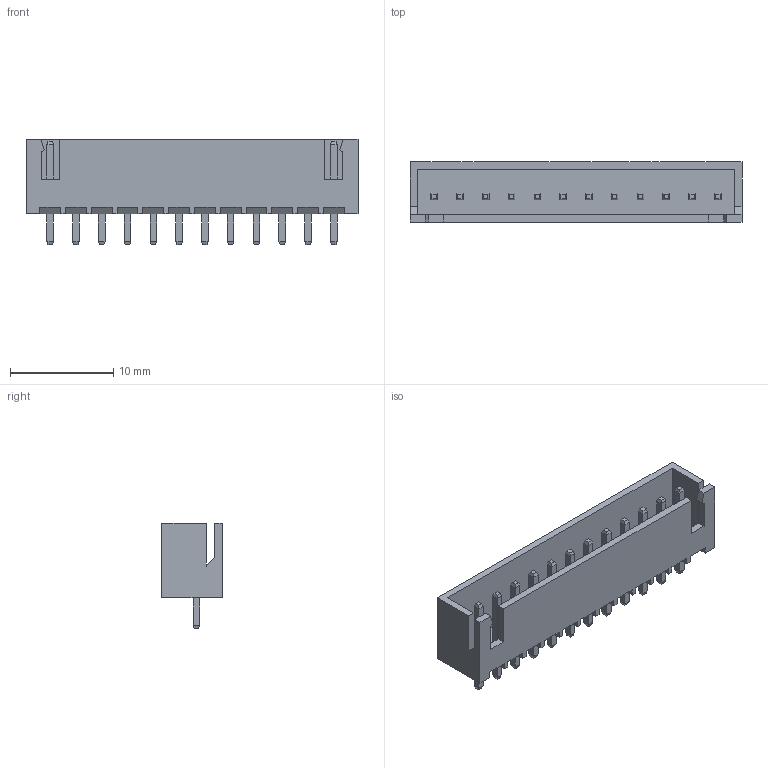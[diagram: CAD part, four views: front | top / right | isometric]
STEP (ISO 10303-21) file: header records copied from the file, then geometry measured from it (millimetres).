
FILE_DESCRIPTION(/* description */ ('Unknown'),/* implementation_level */ '2;1');
FILE_NAME(/* name */ 'JST - XH - Thru - 12Pin',/* time_stamp */ '2018-10-25T13:26:05-04:00',/* author */ ('Unknown'),/* organization */ ('Unknown'),/* preprocessor_version */ 'ST-DEVELOPER v16.7',/* originating_system */ 'DEX',/* authorisation */ $);
FILE_SCHEMA (('AUTOMOTIVE_DESIGN {1 0 10303 214 3 1 1}'));
Length unit declared in the file: millimetre
Products named in the file (1): JST - XH - Thru - 12Pin
Bounding box: 32.17 x 5.84 x 10.21 mm (x, y, z)
Volume: 462.7 mm3; surface area: 1656.5 mm2
Topology: 1 solids, 21 shells, 500 faces, 1194 edges, 748 vertices
Faces by surface type: plane 461, bspline 39
Entity records: 18701 total; most frequent: CARTESIAN_POINT 4330, ORIENTED_EDGE 2380, DIRECTION 1850, EDGE_CURVE 1190, LINE 926, VECTOR 926, VERTEX_POINT 748, EDGE_LOOP 528
